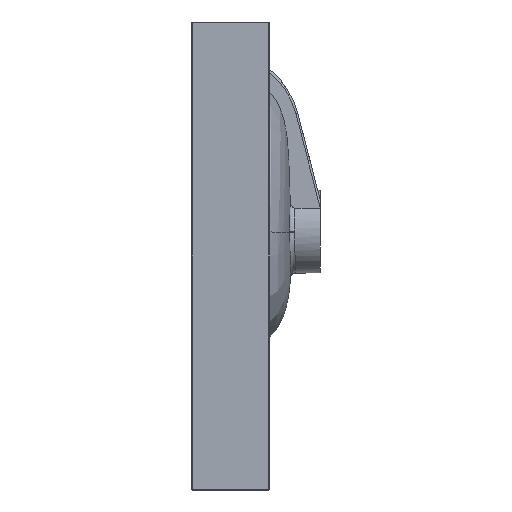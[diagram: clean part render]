
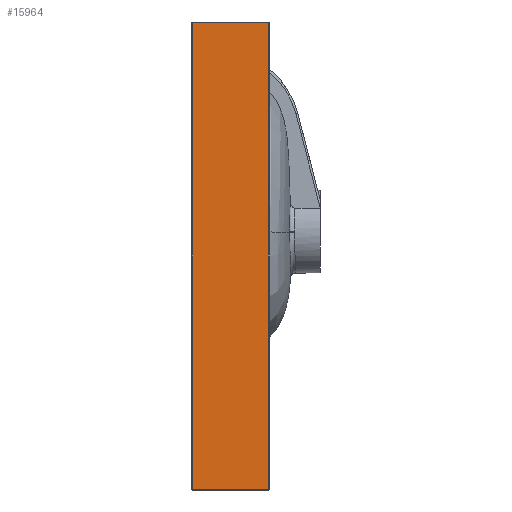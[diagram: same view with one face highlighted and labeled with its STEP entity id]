
A CAD part, left-side view. The second image highlights one B-rep face of the part: STEP entity #15964.
In plain terms, the highlighted planar face has unit normal (-1, 0, 0).
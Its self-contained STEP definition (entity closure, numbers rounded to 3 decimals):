
#2522=DIRECTION('',(0.,0.,1.));
#2523=VECTOR('',#2522,478.);
#2524=CARTESIAN_POINT('',(-450.,-1.,-239.));
#2525=LINE('',#2524,#2523);
#2526=DIRECTION('',(0.,-1.,0.));
#2527=VECTOR('',#2526,78.);
#2528=CARTESIAN_POINT('',(-450.,-1.,239.));
#2529=LINE('',#2528,#2527);
#2530=DIRECTION('',(0.,0.,-1.));
#2531=VECTOR('',#2530,478.);
#2532=CARTESIAN_POINT('',(-450.,-79.,239.));
#2533=LINE('',#2532,#2531);
#2534=DIRECTION('',(0.,-1.,0.));
#2535=VECTOR('',#2534,78.);
#2536=CARTESIAN_POINT('',(-450.,-1.,-239.));
#2537=LINE('',#2536,#2535);
#6279=CARTESIAN_POINT('',(-450.,-1.,-239.));
#6280=CARTESIAN_POINT('',(-450.,-1.,239.));
#6281=VERTEX_POINT('',#6279);
#6282=VERTEX_POINT('',#6280);
#6295=CARTESIAN_POINT('',(-450.,-79.,239.));
#6296=CARTESIAN_POINT('',(-450.,-79.,-239.));
#6297=VERTEX_POINT('',#6295);
#6298=VERTEX_POINT('',#6296);
#15950=CARTESIAN_POINT('',(-450.,0.,-240.));
#15951=DIRECTION('',(-1.,0.,0.));
#15952=DIRECTION('',(0.,0.,1.));
#15953=AXIS2_PLACEMENT_3D('',#15950,#15951,#15952);
#15954=PLANE('',#15953);
#15955=ORIENTED_EDGE('',*,*,#15940,.T.);
#15957=ORIENTED_EDGE('',*,*,#15956,.T.);
#15959=ORIENTED_EDGE('',*,*,#15958,.T.);
#15961=ORIENTED_EDGE('',*,*,#15960,.F.);
#15962=EDGE_LOOP('',(#15955,#15957,#15959,#15961));
#15963=FACE_OUTER_BOUND('',#15962,.F.);
#15964=ADVANCED_FACE('',(#15963),#15954,.T.);
#15940=EDGE_CURVE('',#6281,#6282,#2525,.T.);
#15956=EDGE_CURVE('',#6282,#6297,#2529,.T.);
#15958=EDGE_CURVE('',#6297,#6298,#2533,.T.);
#15960=EDGE_CURVE('',#6281,#6298,#2537,.T.);
